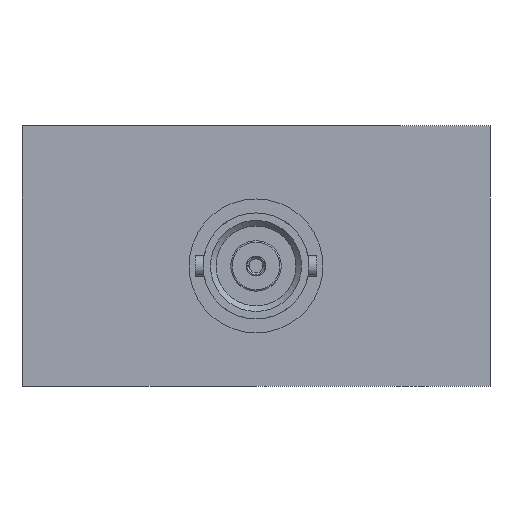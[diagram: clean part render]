
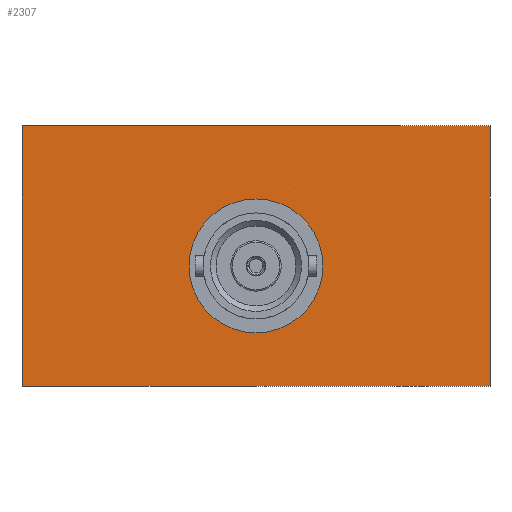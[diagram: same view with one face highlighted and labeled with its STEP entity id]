
A CAD part, front view. The second image highlights one B-rep face of the part: STEP entity #2307.
In plain terms, the highlighted planar face has unit normal (0, -1, 0).
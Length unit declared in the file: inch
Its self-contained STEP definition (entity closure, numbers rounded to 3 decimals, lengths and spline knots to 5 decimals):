
#643 = VERTEX_POINT ( 'NONE', #4851 ) ;
#694 = CARTESIAN_POINT ( 'NONE',  ( -0.835, -0.875, 0.465 ) ) ;
#792 = DIRECTION ( 'NONE',  ( 1., 0., 0. ) ) ;
#915 = AXIS2_PLACEMENT_3D ( 'NONE', #2794, #3348, #792 ) ;
#1221 = CARTESIAN_POINT ( 'NONE',  ( 0.835, -0.875, 0.465 ) ) ;
#1243 = PLANE ( 'NONE',  #915 ) ;
#1276 = DIRECTION ( 'NONE',  ( 1., 0., 0. ) ) ;
#1386 = VECTOR ( 'NONE', #4445, 39.37008 ) ;
#1487 = CARTESIAN_POINT ( 'NONE',  ( -0.835, -0.875, 0.465 ) ) ;
#1881 = VERTEX_POINT ( 'NONE', #3502 ) ;
#1912 = CARTESIAN_POINT ( 'NONE',  ( 0.835, -0.875, 0.465 ) ) ;
#1973 = VECTOR ( 'NONE', #1276, 39.37008 ) ;
#2019 = CARTESIAN_POINT ( 'NONE',  ( 0., -0.875, -0.035 ) ) ;
#2077 = EDGE_LOOP ( 'NONE', ( #5342 ) ) ;
#2143 = CIRCLE ( 'NONE', #3794, 0.239 ) ;
#2214 = FACE_OUTER_BOUND ( 'NONE', #3790, .T. ) ;
#2307 = ADVANCED_FACE ( 'NONE', ( #3898, #2214 ), #1243, .F. ) ;
#2462 = DIRECTION ( 'NONE',  ( 1., 0., 0. ) ) ;
#2544 = VECTOR ( 'NONE', #2462, 39.37008 ) ;
#2756 = CARTESIAN_POINT ( 'NONE',  ( -0.835, -0.875, 0.465 ) ) ;
#2794 = CARTESIAN_POINT ( 'NONE',  ( -0.835, -0.875, 0.465 ) ) ;
#2806 = CARTESIAN_POINT ( 'NONE',  ( -0.835, -0.875, -0.465 ) ) ;
#2931 = EDGE_CURVE ( 'NONE', #643, #643, #2143, .T. ) ;
#3051 = DIRECTION ( 'NONE',  ( 0., 0., 1. ) ) ;
#3113 = DIRECTION ( 'NONE',  ( 0., -1., 0. ) ) ;
#3145 = ORIENTED_EDGE ( 'NONE', *, *, #4151, .T. ) ;
#3348 = DIRECTION ( 'NONE',  ( 0., 1., 0. ) ) ;
#3429 = LINE ( 'NONE', #5526, #2544 ) ;
#3502 = CARTESIAN_POINT ( 'NONE',  ( 0.835, -0.875, -0.465 ) ) ;
#3605 = ORIENTED_EDGE ( 'NONE', *, *, #6612, .T. ) ;
#3790 = EDGE_LOOP ( 'NONE', ( #3145, #6132, #3849, #3605 ) ) ;
#3794 = AXIS2_PLACEMENT_3D ( 'NONE', #2019, #3113, #3051 ) ;
#3849 = ORIENTED_EDGE ( 'NONE', *, *, #6180, .F. ) ;
#3898 = FACE_BOUND ( 'NONE', #2077, .T. ) ;
#4135 = VERTEX_POINT ( 'NONE', #1221 ) ;
#4139 = DIRECTION ( 'NONE',  ( 0., 0., -1. ) ) ;
#4151 = EDGE_CURVE ( 'NONE', #6476, #1881, #3429, .T. ) ;
#4445 = DIRECTION ( 'NONE',  ( 0., 0., -1. ) ) ;
#4670 = EDGE_CURVE ( 'NONE', #4135, #1881, #6239, .T. ) ;
#4822 = LINE ( 'NONE', #2756, #1973 ) ;
#4851 = CARTESIAN_POINT ( 'NONE',  ( 0., -0.875, 0.204 ) ) ;
#5143 = VERTEX_POINT ( 'NONE', #1487 ) ;
#5342 = ORIENTED_EDGE ( 'NONE', *, *, #2931, .F. ) ;
#5484 = LINE ( 'NONE', #694, #1386 ) ;
#5526 = CARTESIAN_POINT ( 'NONE',  ( -0.835, -0.875, -0.465 ) ) ;
#5937 = VECTOR ( 'NONE', #4139, 39.37008 ) ;
#6132 = ORIENTED_EDGE ( 'NONE', *, *, #4670, .F. ) ;
#6180 = EDGE_CURVE ( 'NONE', #5143, #4135, #4822, .T. ) ;
#6239 = LINE ( 'NONE', #1912, #5937 ) ;
#6476 = VERTEX_POINT ( 'NONE', #2806 ) ;
#6612 = EDGE_CURVE ( 'NONE', #5143, #6476, #5484, .T. ) ;
